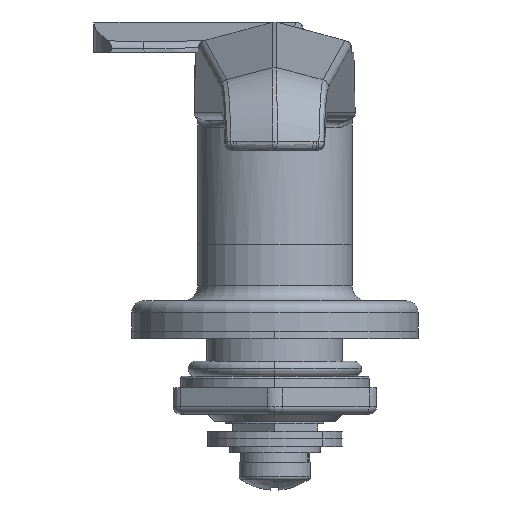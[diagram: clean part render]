
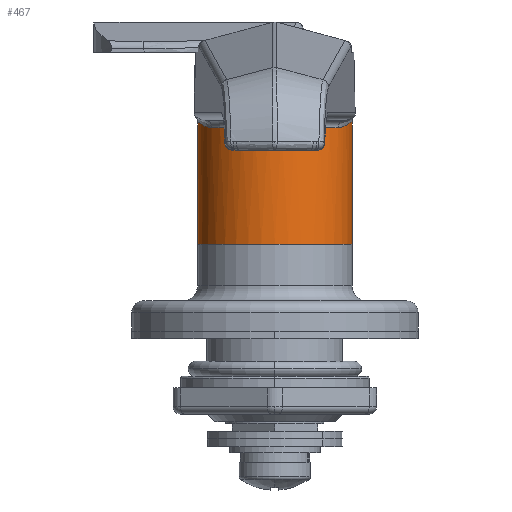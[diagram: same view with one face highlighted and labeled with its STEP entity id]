
A CAD part, front view. The second image highlights one B-rep face of the part: STEP entity #467.
In plain terms, the highlighted cylindrical face has radius 10.25 mm (diameter 20.5 mm), a partial arc.
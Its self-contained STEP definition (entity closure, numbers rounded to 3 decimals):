
#50 = AXIS2_PLACEMENT_3D ( 'NONE', #8716, #8713, #8705 ) ;
#287 = VERTEX_POINT ( 'NONE', #11363 ) ;
#290 = VERTEX_POINT ( 'NONE', #2745 ) ;
#467 = ADVANCED_FACE ( 'NONE', ( #5303 ), #5307, .T. ) ;
#1504 = CARTESIAN_POINT ( 'NONE',  ( -10.217, -0.823, -0.238 ) ) ;
#2175 = ORIENTED_EDGE ( 'NONE', *, *, #6705, .F. ) ;
#2176 = ORIENTED_EDGE ( 'NONE', *, *, #7383, .T. ) ;
#2177 = ORIENTED_EDGE ( 'NONE', *, *, #5601, .T. ) ;
#2178 = ORIENTED_EDGE ( 'NONE', *, *, #7384, .T. ) ;
#2179 = ORIENTED_EDGE ( 'NONE', *, *, #7385, .T. ) ;
#2180 = ORIENTED_EDGE ( 'NONE', *, *, #7386, .T. ) ;
#2181 = ORIENTED_EDGE ( 'NONE', *, *, #7387, .T. ) ;
#2182 = ORIENTED_EDGE ( 'NONE', *, *, #7388, .T. ) ;
#2603 = EDGE_LOOP ( 'NONE', ( #2175, #2176, #2177, #2178, #2179, #2180, #2181, #2182 ) ) ;
#2745 = CARTESIAN_POINT ( 'NONE',  ( -10.25, 0., -16.5 ) ) ;
#3680 = CARTESIAN_POINT ( 'NONE',  ( 8.402, -5.87, -1. ) ) ;
#3691 = CARTESIAN_POINT ( 'NONE',  ( -8.402, -5.87, -1. ) ) ;
#3828 = CARTESIAN_POINT ( 'NONE',  ( 10.217, -0.823, -0.238 ) ) ;
#3832 = CARTESIAN_POINT ( 'NONE',  ( 10.25, 0., -0.261 ) ) ;
#3833 = CARTESIAN_POINT ( 'NONE',  ( 10.25, -0.273, -0.244 ) ) ;
#3834 = CARTESIAN_POINT ( 'NONE',  ( 0., 0., -16.5 ) ) ;
#3835 = DIRECTION ( 'NONE',  ( 0., 0., 1. ) ) ;
#3836 = DIRECTION ( 'NONE',  ( 1., 0., 0. ) ) ;
#3837 = CARTESIAN_POINT ( 'NONE',  ( 10.18, -1.286, -0.242 ) ) ;
#3838 = CARTESIAN_POINT ( 'NONE',  ( 10.239, -0.547, -0.236 ) ) ;
#3839 = CARTESIAN_POINT ( 'NONE',  ( 10.217, -0.823, -0.238 ) ) ;
#3840 = CARTESIAN_POINT ( 'NONE',  ( -10.217, -0.823, -0.238 ) ) ;
#3841 = CARTESIAN_POINT ( 'NONE',  ( 10.112, -1.735, -0.291 ) ) ;
#3842 = CARTESIAN_POINT ( 'NONE',  ( 9.922, -2.613, -0.437 ) ) ;
#3843 = CARTESIAN_POINT ( 'NONE',  ( 9.799, -3.042, -0.532 ) ) ;
#3844 = CARTESIAN_POINT ( 'NONE',  ( 9.495, -3.888, -0.721 ) ) ;
#3845 = CARTESIAN_POINT ( 'NONE',  ( 9.315, -4.301, -0.813 ) ) ;
#3846 = CARTESIAN_POINT ( 'NONE',  ( 8.902, -5.102, -0.952 ) ) ;
#3847 = CARTESIAN_POINT ( 'NONE',  ( 8.668, -5.491, -1. ) ) ;
#3848 = CARTESIAN_POINT ( 'NONE',  ( 8.402, -5.87, -1. ) ) ;
#3849 = CARTESIAN_POINT ( 'NONE',  ( -8.402, -5.87, -1. ) ) ;
#3850 = CARTESIAN_POINT ( 'NONE',  ( -8.668, -5.49, -1. ) ) ;
#3851 = CARTESIAN_POINT ( 'NONE',  ( 0., 0., -1. ) ) ;
#3852 = DIRECTION ( 'NONE',  ( 0., 0., -1. ) ) ;
#3853 = DIRECTION ( 'NONE',  ( -1., 0., 0. ) ) ;
#3854 = CARTESIAN_POINT ( 'NONE',  ( -10.239, -0.549, -0.236 ) ) ;
#3855 = CARTESIAN_POINT ( 'NONE',  ( -8.902, -5.101, -0.951 ) ) ;
#3856 = CARTESIAN_POINT ( 'NONE',  ( -9.314, -4.302, -0.813 ) ) ;
#3857 = CARTESIAN_POINT ( 'NONE',  ( -9.493, -3.892, -0.722 ) ) ;
#3858 = CARTESIAN_POINT ( 'NONE',  ( -9.797, -3.046, -0.533 ) ) ;
#3859 = CARTESIAN_POINT ( 'NONE',  ( -9.921, -2.614, -0.437 ) ) ;
#3860 = CARTESIAN_POINT ( 'NONE',  ( -10.112, -1.734, -0.291 ) ) ;
#3861 = CARTESIAN_POINT ( 'NONE',  ( -10.18, -1.285, -0.242 ) ) ;
#3862 = CARTESIAN_POINT ( 'NONE',  ( -10.217, -0.823, -0.238 ) ) ;
#3863 = CARTESIAN_POINT ( 'NONE',  ( -10.25, -0.274, -0.244 ) ) ;
#3864 = CARTESIAN_POINT ( 'NONE',  ( -10.25, 0., -0.261 ) ) ;
#4814 = VERTEX_POINT ( 'NONE', #3680 ) ;
#4825 = VERTEX_POINT ( 'NONE', #3691 ) ;
#4830 = VERTEX_POINT ( 'NONE', #1504 ) ;
#5303 = FACE_OUTER_BOUND ( 'NONE', #2603, .T. ) ;
#5307 = CYLINDRICAL_SURFACE ( 'NONE', #50, 10.25 ) ;
#5601 = EDGE_CURVE ( 'NONE', #5707, #5661, #6563, .T. ) ;
#5661 = VERTEX_POINT ( 'NONE', #8986 ) ;
#5707 = VERTEX_POINT ( 'NONE', #9032 ) ;
#6389 = VERTEX_POINT ( 'NONE', #9192 ) ;
#6561 = VECTOR ( 'NONE', #7146, 1000. ) ;
#6563 = LINE ( 'NONE', #7144, #6561 ) ;
#6624 = LINE ( 'NONE', #9255, #6626 ) ;
#6626 = VECTOR ( 'NONE', #9250, 1000. ) ;
#6705 = EDGE_CURVE ( 'NONE', #290, #287, #6624, .T. ) ;
#6741 = CIRCLE ( 'NONE', #10559, 10.25 ) ;
#6743 = CIRCLE ( 'NONE', #10560, 10.25 ) ;
#7144 = CARTESIAN_POINT ( 'NONE',  ( 10.25, 0., 2. ) ) ;
#7146 = DIRECTION ( 'NONE',  ( 0., 0., 1. ) ) ;
#7383 = EDGE_CURVE ( 'NONE', #290, #5707, #6741, .T. ) ;
#7384 = EDGE_CURVE ( 'NONE', #5661, #6389, #9500, .T. ) ;
#7385 = EDGE_CURVE ( 'NONE', #6389, #4814, #9501, .T. ) ;
#7386 = EDGE_CURVE ( 'NONE', #4814, #4825, #6743, .T. ) ;
#7387 = EDGE_CURVE ( 'NONE', #4825, #4830, #9502, .T. ) ;
#7388 = EDGE_CURVE ( 'NONE', #4830, #287, #9503, .T. ) ;
#8705 = DIRECTION ( 'NONE',  ( 1., 0., 0. ) ) ;
#8713 = DIRECTION ( 'NONE',  ( 0., 0., 1. ) ) ;
#8716 = CARTESIAN_POINT ( 'NONE',  ( 0., 0., 2. ) ) ;
#8986 = CARTESIAN_POINT ( 'NONE',  ( 10.25, 0., -0.261 ) ) ;
#9032 = CARTESIAN_POINT ( 'NONE',  ( 10.25, 0., -16.5 ) ) ;
#9192 = CARTESIAN_POINT ( 'NONE',  ( 10.217, -0.823, -0.238 ) ) ;
#9250 = DIRECTION ( 'NONE',  ( 0., 0., 1. ) ) ;
#9255 = CARTESIAN_POINT ( 'NONE',  ( -10.25, 0., 2. ) ) ;
#9500 = B_SPLINE_CURVE_WITH_KNOTS ( 'NONE', 3,
 ( #3832, #3833, #3838, #3839 ),
 .UNSPECIFIED., .F., .F.,
 ( 4, 4 ),
 ( 0.006, 0.007 ),
 .UNSPECIFIED. ) ;
#9501 = B_SPLINE_CURVE_WITH_KNOTS ( 'NONE', 3,
 ( #3828, #3837, #3841, #3842, #3843, #3844, #3845, #3846, #3847, #3848 ),
 .UNSPECIFIED., .F., .F.,
 ( 4, 2, 2, 2, 4 ),
 ( 0., 0.001, 0.003, 0.004, 0.005 ),
 .UNSPECIFIED. ) ;
#9502 = B_SPLINE_CURVE_WITH_KNOTS ( 'NONE', 3,
 ( #3849, #3850, #3855, #3856, #3857, #3858, #3859, #3860, #3861, #3862 ),
 .UNSPECIFIED., .F., .F.,
 ( 4, 2, 2, 2, 4 ),
 ( 0., 0.001, 0.003, 0.004, 0.005 ),
 .UNSPECIFIED. ) ;
#9503 = B_SPLINE_CURVE_WITH_KNOTS ( 'NONE', 3,
 ( #3840, #3854, #3863, #3864 ),
 .UNSPECIFIED., .F., .F.,
 ( 4, 4 ),
 ( 0., 0.001 ),
 .UNSPECIFIED. ) ;
#10559 = AXIS2_PLACEMENT_3D ( 'NONE', #3834, #3835, #3836 ) ;
#10560 = AXIS2_PLACEMENT_3D ( 'NONE', #3851, #3852, #3853 ) ;
#11363 = CARTESIAN_POINT ( 'NONE',  ( -10.25, 0., -0.261 ) ) ;
